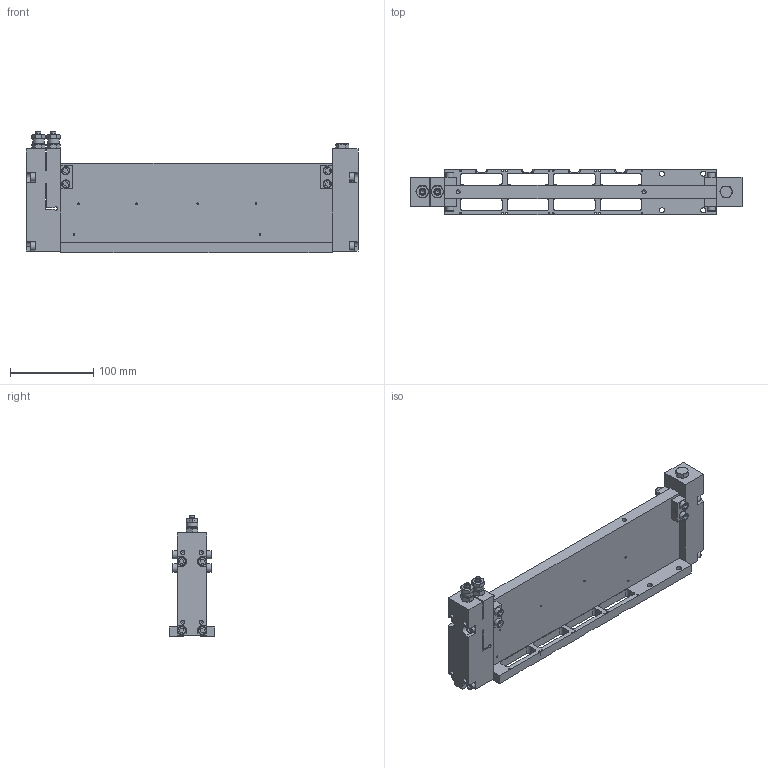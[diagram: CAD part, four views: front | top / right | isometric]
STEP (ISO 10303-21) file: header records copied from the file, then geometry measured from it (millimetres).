
FILE_DESCRIPTION(/* description */ (''),/* implementation_level */ '2;1');
FILE_NAME(/* name */ '171117_spezz.stp',/* time_stamp */ '2017-11-29T10:15:09+01:00',/* author */ (''),/* organization */ (''),/* preprocessor_version */ 'ST-DEVELOPER v16',/* originating_system */ 'SIEMENS PLM Software NX 11.0',/* authorisation */ '');
FILE_SCHEMA (('AP203_CONFIGURATION_CONTROLLED_3D_DESIGN_OF_MECHANICAL_PARTS_AND_ASSEMBLIES_MIM_LF { 1 0 10303 403 2 1 2}'));
Length unit declared in the file: millimetre
Products named in the file (1): zago20B08FA7687b
Bounding box: 400 x 55 x 146.75 mm (x, y, z)
Volume: 877253.7 mm3; surface area: 236267.7 mm2
Topology: 45 solids, 93 shells, 987 faces, 2383 edges, 1548 vertices
Faces by surface type: plane 505, cylinder 281, cone 171, torus 30
Full cylindrical faces by diameter (mm): 0.5 x16, 2.05 x8, 2.1 x32, 2.2 x16, 4 x6, 4.2 x10, 4.826 x6, 5 x30, 5.5 x6, 5.795 x16, 6 x4, 6.2 x12, 7 x8, 7.2 x2, 8.3 x2, 8.5 x6, 9 x4, 10 x22, 10.2 x2, 10.6 x4, 11 x5, 11.8 x3, 12 x2, 12.3 x3, 13.8 x2, 15.4 x4, 24 x1
Entity records: 27430 total; most frequent: CARTESIAN_POINT 5049, DIRECTION 4500, ORIENTED_EDGE 3706, EDGE_CURVE 1901, AXIS2_PLACEMENT_3D 1737, EDGE_LOOP 1566, VERTEX_POINT 1452, FACE_BOUND 1105
